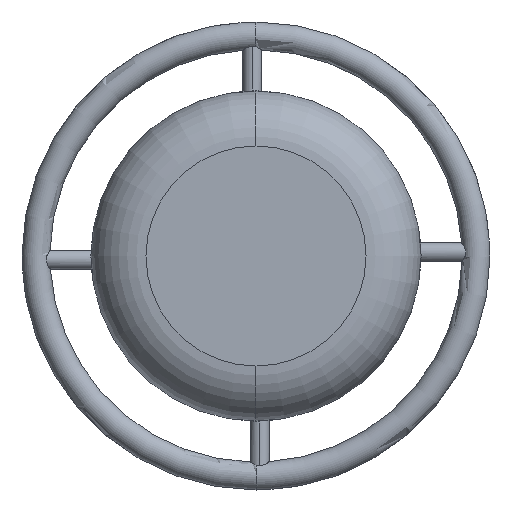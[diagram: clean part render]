
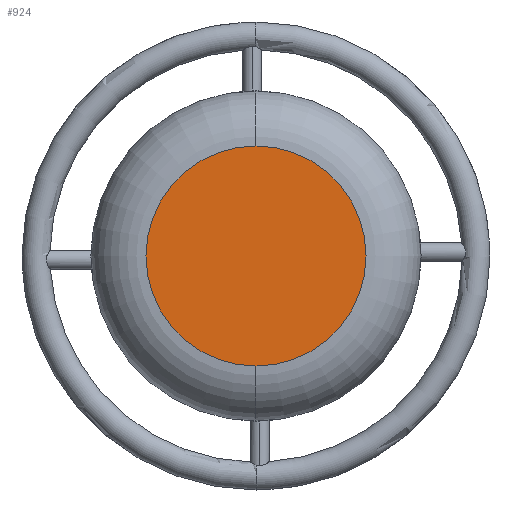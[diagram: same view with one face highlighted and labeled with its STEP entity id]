
A CAD part, front view. The second image highlights one B-rep face of the part: STEP entity #924.
In plain terms, the highlighted planar face has unit normal (0, -1, 0).
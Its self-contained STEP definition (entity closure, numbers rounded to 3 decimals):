
#125 = CARTESIAN_POINT ( 'NONE',  ( 48.8, 0., -101.2 ) ) ;
#126 = FACE_OUTER_BOUND ( 'NONE', #665, .T. ) ;
#128 = PLANE ( 'NONE',  #454 ) ;
#131 = DIRECTION ( 'NONE',  ( 0., 1., 0. ) ) ;
#132 = DIRECTION ( 'NONE',  ( 0., 0., 1. ) ) ;
#328 = CIRCLE ( 'NONE', #331, 100. ) ;
#331 = AXIS2_PLACEMENT_3D ( 'NONE', #2322, #2323, #2324 ) ;
#359 = CIRCLE ( 'NONE', #360, 100. ) ;
#360 = AXIS2_PLACEMENT_3D ( 'NONE', #2853, #2854, #2855 ) ;
#454 = AXIS2_PLACEMENT_3D ( 'NONE', #125, #131, #132 ) ;
#519 = ORIENTED_EDGE ( 'NONE', *, *, #1131, .F. ) ;
#520 = ORIENTED_EDGE ( 'NONE', *, *, #1095, .F. ) ;
#665 = EDGE_LOOP ( 'NONE', ( #519, #520 ) ) ;
#924 = ADVANCED_FACE ( 'NONE', ( #126 ), #128, .F. ) ;
#1095 = EDGE_CURVE ( 'NONE', #1267, #1268, #328, .T. ) ;
#1131 = EDGE_CURVE ( 'NONE', #1268, #1267, #359, .T. ) ;
#1267 = VERTEX_POINT ( 'NONE', #3133 ) ;
#1268 = VERTEX_POINT ( 'NONE', #3134 ) ;
#2322 = CARTESIAN_POINT ( 'NONE',  ( 150., 0., 0. ) ) ;
#2323 = DIRECTION ( 'NONE',  ( 0., 1., 0. ) ) ;
#2324 = DIRECTION ( 'NONE',  ( 0., 0., 1. ) ) ;
#2853 = CARTESIAN_POINT ( 'NONE',  ( 150., 0., 0. ) ) ;
#2854 = DIRECTION ( 'NONE',  ( 0., 1., 0. ) ) ;
#2855 = DIRECTION ( 'NONE',  ( 0., 0., 1. ) ) ;
#3133 = CARTESIAN_POINT ( 'NONE',  ( 150., 0., -100. ) ) ;
#3134 = CARTESIAN_POINT ( 'NONE',  ( 150., 0., 100. ) ) ;
